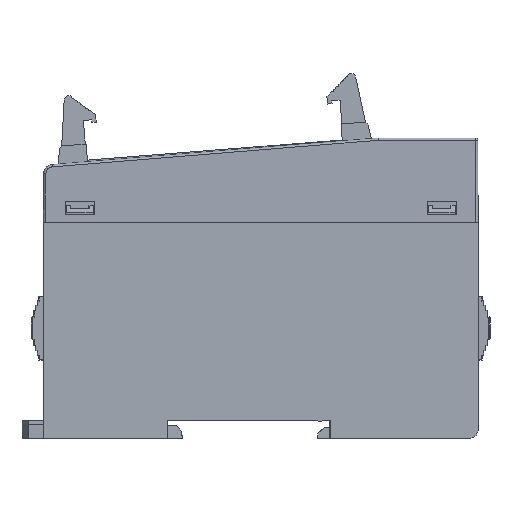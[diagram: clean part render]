
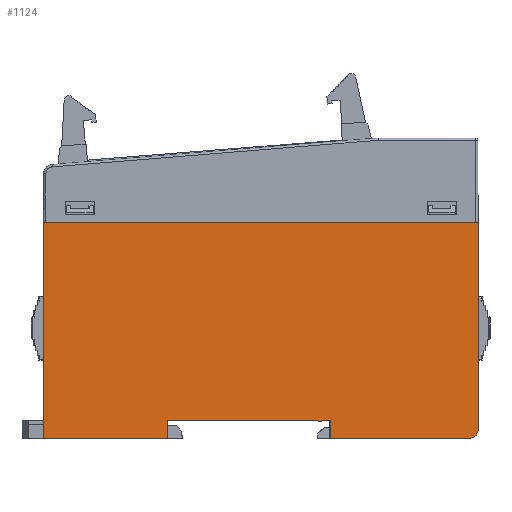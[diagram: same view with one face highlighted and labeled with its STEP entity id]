
A CAD part, left-side view. The second image highlights one B-rep face of the part: STEP entity #1124.
In plain terms, the highlighted planar face has unit normal (-1, 0, 0).
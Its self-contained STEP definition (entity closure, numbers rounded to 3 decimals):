
#301=CIRCLE('',#24807,0.547);
#323=CIRCLE('',#25343,2.);
#1124=ADVANCED_FACE('',(#3646),#2376,.T.);
#2376=PLANE('',#25344);
#3646=FACE_OUTER_BOUND('',#5024,.T.);
#5024=EDGE_LOOP('',(#8600,#8601,#8602,#8603,#8604,#8605,#8606,#8607,#8608,
#8609,#8610));
#8600=ORIENTED_EDGE('',*,*,#14957,.F.);
#8601=ORIENTED_EDGE('',*,*,#16640,.T.);
#8602=ORIENTED_EDGE('',*,*,#16641,.T.);
#8603=ORIENTED_EDGE('',*,*,#15092,.F.);
#8604=ORIENTED_EDGE('',*,*,#15117,.F.);
#8605=ORIENTED_EDGE('',*,*,#15367,.F.);
#8606=ORIENTED_EDGE('',*,*,#14949,.F.);
#8607=ORIENTED_EDGE('',*,*,#16423,.F.);
#8608=ORIENTED_EDGE('',*,*,#15395,.T.);
#8609=ORIENTED_EDGE('',*,*,#16642,.T.);
#8610=ORIENTED_EDGE('',*,*,#15361,.F.);
#12712=VERTEX_POINT('',#32316);
#12713=VERTEX_POINT('',#32318);
#12720=VERTEX_POINT('',#32333);
#12721=VERTEX_POINT('',#32335);
#12821=VERTEX_POINT('',#32615);
#12822=VERTEX_POINT('',#32617);
#12844=VERTEX_POINT('',#32664);
#13073=VERTEX_POINT('',#33174);
#13097=VERTEX_POINT('',#33240);
#13098=VERTEX_POINT('',#33242);
#13847=VERTEX_POINT('',#38532);
#14949=EDGE_CURVE('',#12712,#12713,#18343,.T.);
#14957=EDGE_CURVE('',#12720,#12721,#18351,.T.);
#15092=EDGE_CURVE('',#12821,#12822,#18463,.T.);
#15117=EDGE_CURVE('',#12844,#12821,#18485,.T.);
#15361=EDGE_CURVE('',#12721,#13073,#18721,.T.);
#15367=EDGE_CURVE('',#12713,#12844,#18727,.T.);
#15395=EDGE_CURVE('',#13098,#13097,#301,.T.);
#16423=EDGE_CURVE('',#13098,#12712,#19777,.T.);
#16640=EDGE_CURVE('',#12720,#13847,#323,.T.);
#16641=EDGE_CURVE('',#13847,#12822,#19899,.T.);
#16642=EDGE_CURVE('',#13097,#13073,#19900,.T.);
#18343=LINE('',#32317,#21554);
#18351=LINE('',#32334,#21562);
#18463=LINE('',#32616,#21674);
#18485=LINE('',#32665,#21696);
#18721=LINE('',#33173,#21932);
#18727=LINE('',#33184,#21938);
#19777=LINE('',#35306,#22988);
#19899=LINE('',#38533,#23110);
#19900=LINE('',#38534,#23111);
#21554=VECTOR('',#26215,1.);
#21562=VECTOR('',#26225,1.);
#21674=VECTOR('',#26475,1.);
#21696=VECTOR('',#26505,1.);
#21932=VECTOR('',#26781,1.);
#21938=VECTOR('',#26789,1.);
#22988=VECTOR('',#28703,1.);
#23110=VECTOR('',#29061,1.);
#23111=VECTOR('',#29062,1.);
#24807=AXIS2_PLACEMENT_3D('',#33241,#26838,#26839);
#25343=AXIS2_PLACEMENT_3D('',#38531,#29059,#29060);
#25344=AXIS2_PLACEMENT_3D('',#38535,#29063,#29064);
#26215=DIRECTION('',(0.,0.017,-1.));
#26225=DIRECTION('',(0.,1.,0.));
#26475=DIRECTION('',(0.,-1.,0.));
#26505=DIRECTION('',(0.,0.,1.));
#26781=DIRECTION('',(0.,0.,1.));
#26789=DIRECTION('',(0.,1.,0.));
#26838=DIRECTION('',(-1.,0.,0.));
#26839=DIRECTION('',(0.,0.,-1.));
#28703=DIRECTION('',(0.,1.,0.));
#29059=DIRECTION('',(-1.,0.,0.));
#29060=DIRECTION('',(0.,0.,1.));
#29061=DIRECTION('',(0.,0.,1.));
#29062=DIRECTION('',(0.,-1.,0.));
#29063=DIRECTION('',(-1.,0.,0.));
#29064=DIRECTION('',(0.,-1.,0.));
#32316=CARTESIAN_POINT('',(-359.216,96.312,-32.797));
#32317=CARTESIAN_POINT('',(-359.216,96.312,-32.797));
#32318=CARTESIAN_POINT('',(-359.216,96.381,-36.801));
#32333=CARTESIAN_POINT('',(-359.216,29.994,-36.801));
#32334=CARTESIAN_POINT('',(-359.216,48.389,-36.801));
#32335=CARTESIAN_POINT('',(-359.216,60.553,-36.801));
#32615=CARTESIAN_POINT('',(-359.216,123.589,10.693));
#32616=CARTESIAN_POINT('',(-359.216,78.544,10.693));
#32617=CARTESIAN_POINT('',(-359.216,27.994,10.693));
#32664=CARTESIAN_POINT('',(-359.216,123.589,-36.801));
#32665=CARTESIAN_POINT('',(-359.216,123.589,-42.437));
#33173=CARTESIAN_POINT('',(-359.216,60.553,-39.127));
#33174=CARTESIAN_POINT('',(-359.216,60.553,-32.797));
#33184=CARTESIAN_POINT('',(-359.216,109.95,-36.801));
#33240=CARTESIAN_POINT('',(-359.216,62.274,-32.797));
#33241=CARTESIAN_POINT('',(-359.216,62.786,-32.605));
#33242=CARTESIAN_POINT('',(-359.216,63.298,-32.797));
#35306=CARTESIAN_POINT('',(-359.216,78.544,-32.797));
#38531=CARTESIAN_POINT('',(-359.216,29.994,-34.801));
#38532=CARTESIAN_POINT('',(-359.216,27.994,-34.801));
#38533=CARTESIAN_POINT('',(-359.216,27.994,-9.273));
#38534=CARTESIAN_POINT('',(-359.216,78.544,-32.797));
#38535=CARTESIAN_POINT('',(-359.216,78.544,-42.437));
